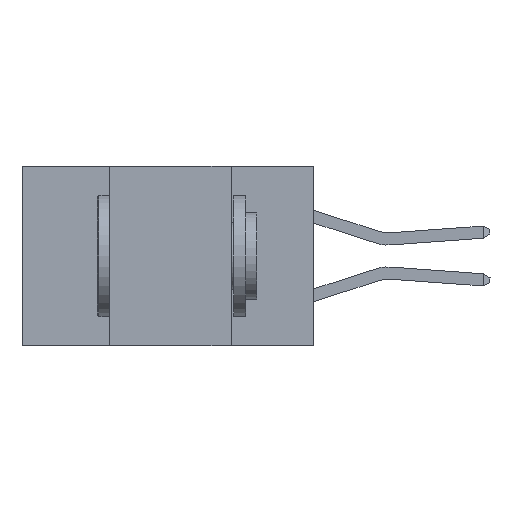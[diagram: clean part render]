
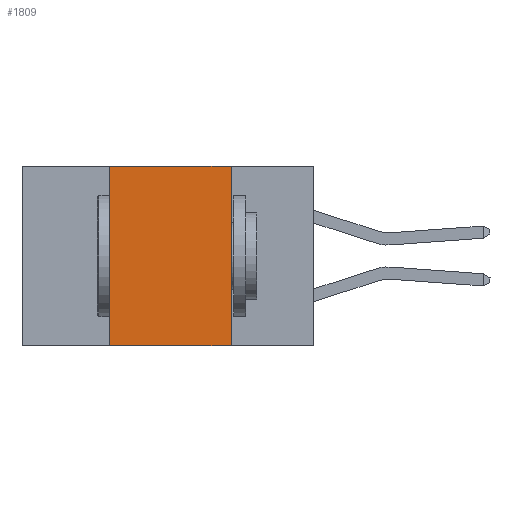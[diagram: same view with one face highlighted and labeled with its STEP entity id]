
A CAD part, left-side view. The second image highlights one B-rep face of the part: STEP entity #1809.
In plain terms, the highlighted planar face has unit normal (-1, 0, 0).
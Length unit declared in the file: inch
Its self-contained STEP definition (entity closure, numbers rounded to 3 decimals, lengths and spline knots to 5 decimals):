
#1364 = CARTESIAN_POINT ( 'NONE',  ( 0., 0.42, -0.37 ) ) ;
#1809 = ADVANCED_FACE ( 'NONE', ( #8312 ), #5860, .F. ) ;
#2708 = VECTOR ( 'NONE', #12147, 39.37008 ) ;
#2813 = CARTESIAN_POINT ( 'NONE',  ( 0., 0.6, -0.37 ) ) ;
#3220 = CARTESIAN_POINT ( 'NONE',  ( 0., 0.17, 0. ) ) ;
#4187 = CARTESIAN_POINT ( 'NONE',  ( 0., 0.6, 0. ) ) ;
#4526 = DIRECTION ( 'NONE',  ( 0., 0., 1. ) ) ;
#5466 = LINE ( 'NONE', #22180, #25307 ) ;
#5767 = EDGE_CURVE ( 'NONE', #23655, #14231, #19218, .T. ) ;
#5823 = VERTEX_POINT ( 'NONE', #22863 ) ;
#5860 = PLANE ( 'NONE',  #19453 ) ;
#6387 = ORIENTED_EDGE ( 'NONE', *, *, #22252, .F. ) ;
#8044 = LINE ( 'NONE', #3220, #19960 ) ;
#8092 = LINE ( 'NONE', #4187, #2708 ) ;
#8312 = FACE_OUTER_BOUND ( 'NONE', #21618, .T. ) ;
#9046 = CARTESIAN_POINT ( 'NONE',  ( 0., 0.17, -0.37 ) ) ;
#10244 = EDGE_CURVE ( 'NONE', #5823, #15568, #8092, .T. ) ;
#10759 = VECTOR ( 'NONE', #16901, 39.37008 ) ;
#11636 = DIRECTION ( 'NONE',  ( 0., 0., -1. ) ) ;
#12147 = DIRECTION ( 'NONE',  ( 0., -1., 0. ) ) ;
#13243 = EDGE_CURVE ( 'NONE', #23655, #5823, #5466, .T. ) ;
#14231 = VERTEX_POINT ( 'NONE', #9046 ) ;
#15568 = VERTEX_POINT ( 'NONE', #19837 ) ;
#16901 = DIRECTION ( 'NONE',  ( 0., -1., 0. ) ) ;
#19218 = LINE ( 'NONE', #2813, #10759 ) ;
#19453 = AXIS2_PLACEMENT_3D ( 'NONE', #25732, #23626, #11636 ) ;
#19837 = CARTESIAN_POINT ( 'NONE',  ( 0., 0.17, 0. ) ) ;
#19960 = VECTOR ( 'NONE', #25370, 39.37008 ) ;
#20332 = ORIENTED_EDGE ( 'NONE', *, *, #10244, .F. ) ;
#21618 = EDGE_LOOP ( 'NONE', ( #6387, #20332, #22020, #23339 ) ) ;
#22020 = ORIENTED_EDGE ( 'NONE', *, *, #13243, .F. ) ;
#22180 = CARTESIAN_POINT ( 'NONE',  ( 0., 0.42, 0. ) ) ;
#22252 = EDGE_CURVE ( 'NONE', #15568, #14231, #8044, .T. ) ;
#22863 = CARTESIAN_POINT ( 'NONE',  ( 0., 0.42, 0. ) ) ;
#23339 = ORIENTED_EDGE ( 'NONE', *, *, #5767, .T. ) ;
#23626 = DIRECTION ( 'NONE',  ( 1., 0., 0. ) ) ;
#23655 = VERTEX_POINT ( 'NONE', #1364 ) ;
#25307 = VECTOR ( 'NONE', #4526, 39.37008 ) ;
#25370 = DIRECTION ( 'NONE',  ( 0., 0., -1. ) ) ;
#25732 = CARTESIAN_POINT ( 'NONE',  ( 0., 0.6, 0. ) ) ;
